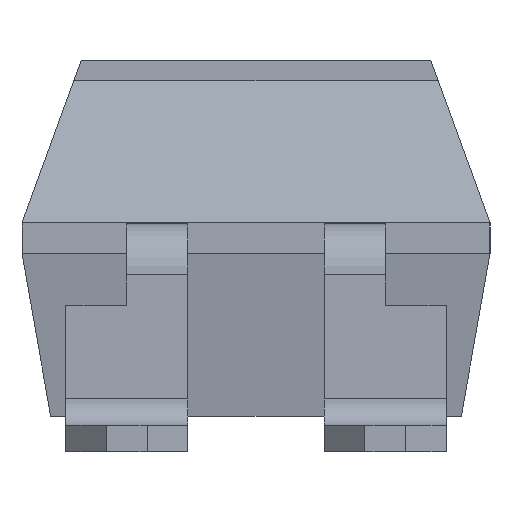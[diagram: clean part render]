
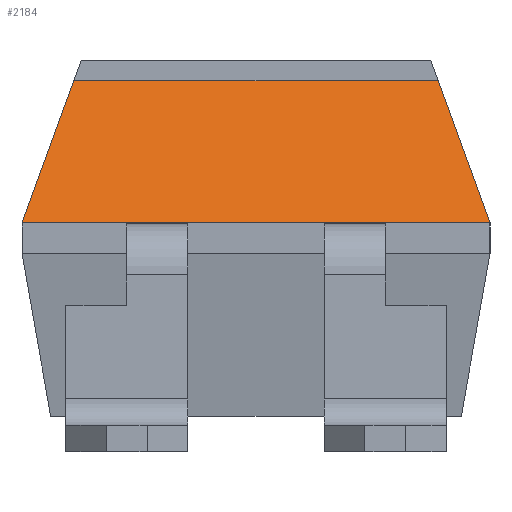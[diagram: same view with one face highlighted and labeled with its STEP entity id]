
A CAD part, left-side view. The second image highlights one B-rep face of the part: STEP entity #2184.
In plain terms, the highlighted planar face has unit normal (-0.94, 0, 0.342).
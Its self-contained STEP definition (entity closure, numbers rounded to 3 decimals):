
#248=ORIENTED_EDGE('',*,*,#668,.F.);
#249=ORIENTED_EDGE('',*,*,#643,.T.);
#250=ORIENTED_EDGE('',*,*,#659,.F.);
#251=ORIENTED_EDGE('',*,*,#636,.T.);
#636=EDGE_CURVE('',#846,#845,#993,.T.);
#643=EDGE_CURVE('',#849,#851,#1000,.T.);
#659=EDGE_CURVE('',#846,#851,#1016,.T.);
#668=EDGE_CURVE('',#849,#845,#1025,.T.);
#845=VERTEX_POINT('',#3024);
#846=VERTEX_POINT('',#3026);
#849=VERTEX_POINT('',#3033);
#851=VERTEX_POINT('',#3038);
#993=LINE('',#3025,#1187);
#1000=LINE('',#3039,#1194);
#1016=LINE('',#3064,#1210);
#1025=LINE('',#3083,#1219);
#1187=VECTOR('',#2546,1000.);
#1194=VECTOR('',#2555,1000.);
#1210=VECTOR('',#2577,1000.);
#1219=VECTOR('',#2594,1000.);
#1331=EDGE_LOOP('',(#248,#249,#250,#251));
#1423=FACE_BOUND('',#1331,.T.);
#1502=PLANE('',#2296);
#2184=ADVANCED_FACE('',(#1423),#1502,.T.);
#2296=AXIS2_PLACEMENT_3D('',#3082,#2592,#2593);
#2546=DIRECTION('',(0.324,0.324,0.889));
#2555=DIRECTION('',(-0.324,0.324,-0.889));
#2577=DIRECTION('',(0.,1.,0.));
#2592=DIRECTION('',(-0.94,0.,0.342));
#2593=DIRECTION('',(0.,1.,0.));
#2594=DIRECTION('',(0.,-1.,0.));
#3024=CARTESIAN_POINT('',(-2.74,-1.79,3.3));
#3025=CARTESIAN_POINT('',(-2.488,-1.538,3.994));
#3026=CARTESIAN_POINT('',(-3.25,-2.3,1.9));
#3033=CARTESIAN_POINT('',(-2.74,1.79,3.3));
#3038=CARTESIAN_POINT('',(-3.25,2.3,1.9));
#3039=CARTESIAN_POINT('',(-2.488,1.538,3.994));
#3064=CARTESIAN_POINT('',(-3.25,2.3,1.9));
#3082=CARTESIAN_POINT('',(-2.668,0.,3.5));
#3083=CARTESIAN_POINT('',(-2.74,0.,3.3));
